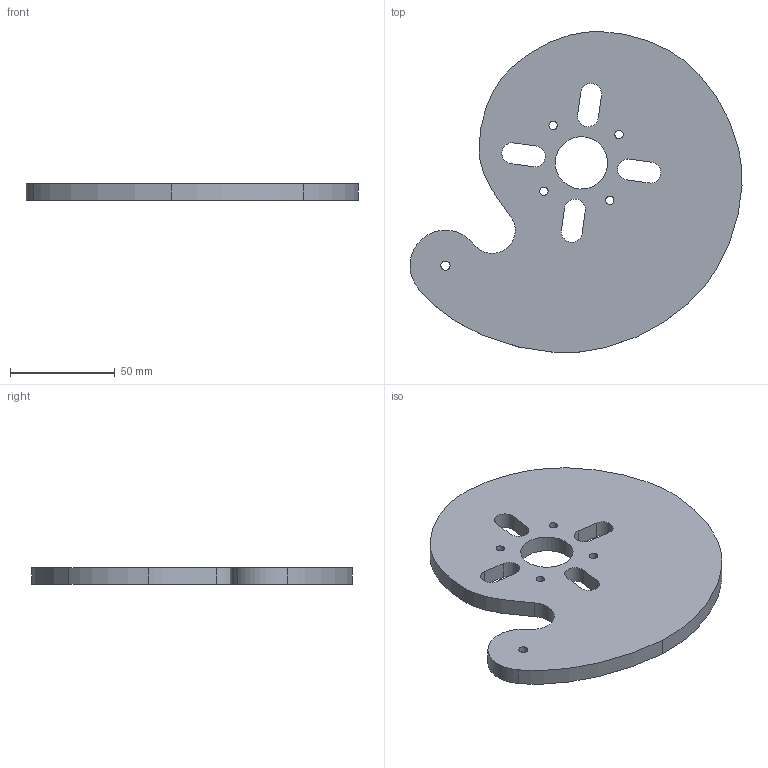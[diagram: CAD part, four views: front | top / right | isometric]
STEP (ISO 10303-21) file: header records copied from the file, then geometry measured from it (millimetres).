
FILE_DESCRIPTION(('FreeCAD Model'),'2;1');
FILE_NAME('Leva.step','2020-04-17T11:39:38',('Author'),(''), 'Open CASCADE STEP processor 7.3','FreeCAD','Unknown');
FILE_SCHEMA(('AUTOMOTIVE_DESIGN { 1 0 10303 214 1 1 1 1 }'));
Length unit declared in the file: millimetre
Products named in the file (1): Leva_001
Bounding box: 158.72 x 153.42 x 8 mm (x, y, z)
Volume: 122687.8 mm3; surface area: 37781.3 mm2
Topology: 1 solids, 1 shells, 46 faces, 132 edges, 88 vertices
Faces by surface type: cylinder 24, bspline 12, plane 10
Entity records: 3374 total; most frequent: CARTESIAN_POINT 783, DIRECTION 442, ORIENTED_EDGE 264, PCURVE 264, DEFINITIONAL_REPRESENTATION 264, LINE 228, VECTOR 228, EDGE_CURVE 132
